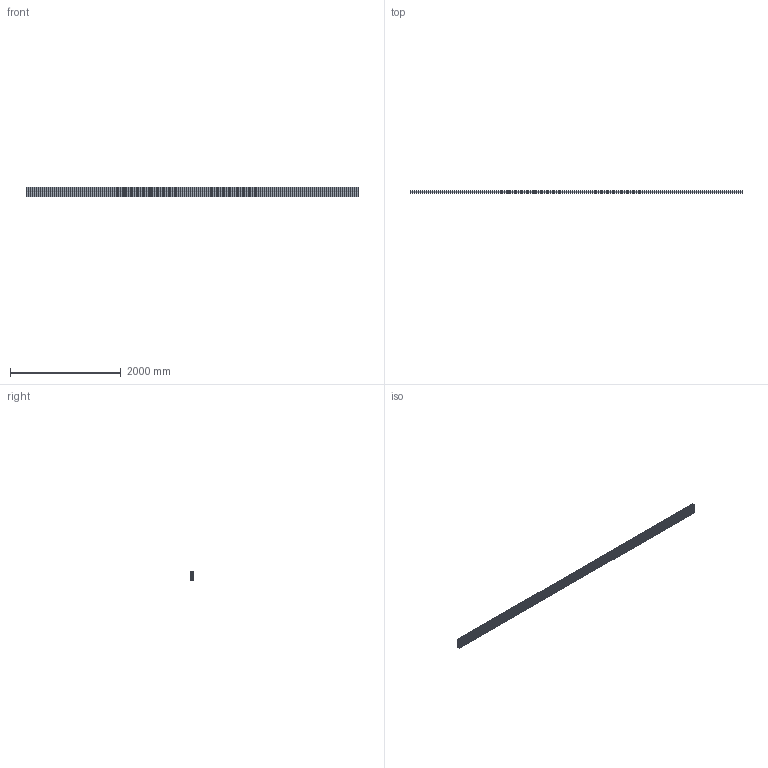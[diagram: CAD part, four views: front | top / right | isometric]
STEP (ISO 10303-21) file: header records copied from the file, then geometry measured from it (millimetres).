
FILE_DESCRIPTION (( 'STEP AP214' ), '1' );
FILE_NAME ('201072_Profil 45x180 Nut 10.STEP', '2019-01-29T08:18:50', ( '' ), ( '' ), 'SwSTEP 2.0', 'SolidWorks 2017', '' );
FILE_SCHEMA (( 'AUTOMOTIVE_DESIGN' ));
Length unit declared in the file: millimetre
Products named in the file (1): 201072_Profil 45x180 Nut 10
Bounding box: 6000 x 45 x 180 mm (x, y, z)
Volume: 14951147.9 mm3; surface area: 9717575 mm2
Topology: 1 solids, 1 shells, 639 faces, 1911 edges, 1274 vertices
Faces by surface type: cylinder 351, plane 288
Entity records: 21817 total; most frequent: DIRECTION 3893, CARTESIAN_POINT 3825, ORIENTED_EDGE 3822, EDGE_CURVE 1911, AXIS2_PLACEMENT_3D 1342, VERTEX_POINT 1274, LINE 1209, VECTOR 1209
